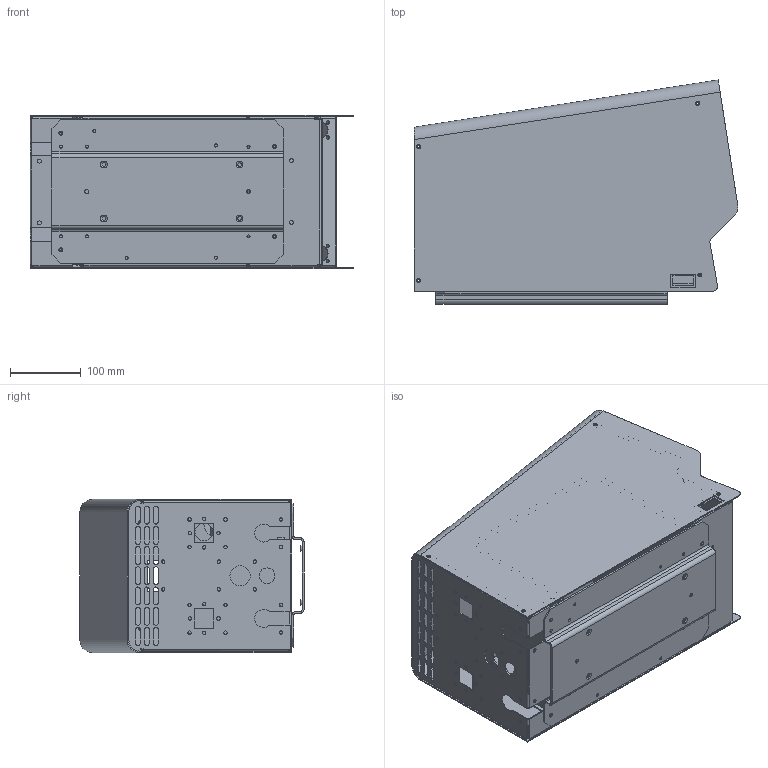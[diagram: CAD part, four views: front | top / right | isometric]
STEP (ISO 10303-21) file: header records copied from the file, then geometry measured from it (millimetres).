
FILE_DESCRIPTION (( 'STEP AP214' ), '1' );
FILE_NAME ('274174 (D-74S and D Feeder - Joined Shell).STEP', '2015-12-02T16:55:26', ( 'ITS' ), ( 'ITW Welding Group' ), 'SwSTEP 2.0', 'SolidWorks 2015', '' );
FILE_SCHEMA (( 'AUTOMOTIVE_DESIGN' ));
Length unit declared in the file: inch
Products named in the file (1): 274174 (D-74S and D Feeder - Joined Shell)
Bounding box: 457.87 x 316.67 x 216.42 mm (x, y, z)
Volume: 1113268.5 mm3; surface area: 1324293.7 mm2
Topology: 1 solids, 1 shells, 953 faces, 2683 edges, 1735 vertices
Faces by surface type: cylinder 475, plane 397, bspline 61, torus 20
Entity records: 33406 total; most frequent: CARTESIAN_POINT 7819, ORIENTED_EDGE 5366, DIRECTION 5156, EDGE_CURVE 2683, AXIS2_PLACEMENT_3D 1818, VERTEX_POINT 1735, LINE 1520, VECTOR 1520
